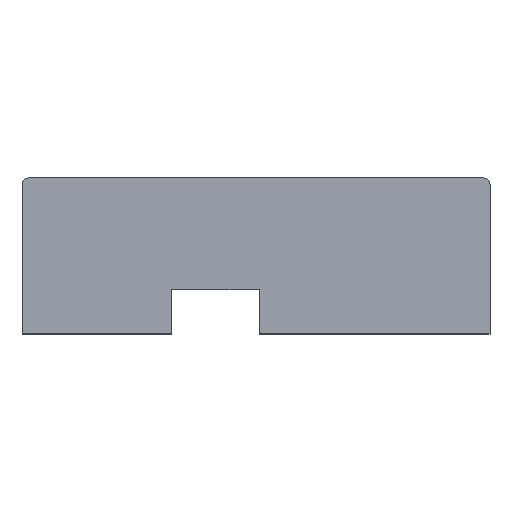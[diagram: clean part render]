
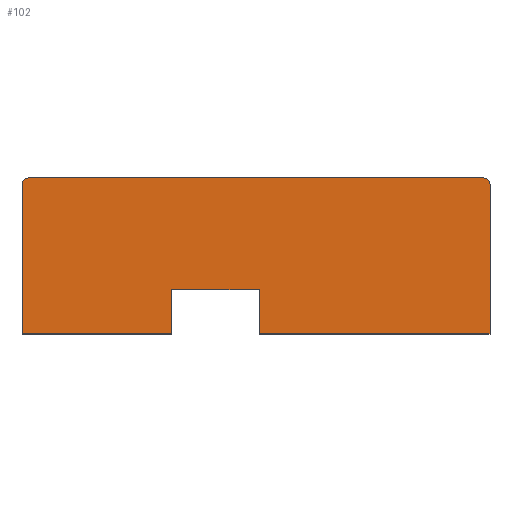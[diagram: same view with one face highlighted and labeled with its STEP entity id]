
A CAD part, top view. The second image highlights one B-rep face of the part: STEP entity #102.
In plain terms, the highlighted planar face has unit normal (0, 0, 1).
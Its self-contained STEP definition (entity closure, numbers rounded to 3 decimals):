
#6 = DIRECTION ( 'NONE',  ( -1., 0., 0. ) ) ;
#7 = VECTOR ( 'NONE', #171, 1000. ) ;
#14 = CARTESIAN_POINT ( 'NONE',  ( -510., 70.94, 8. ) ) ;
#21 = VERTEX_POINT ( 'NONE', #384 ) ;
#30 = DIRECTION ( 'NONE',  ( 0., 0., 1. ) ) ;
#33 = ORIENTED_EDGE ( 'NONE', *, *, #262, .T. ) ;
#37 = EDGE_CURVE ( 'NONE', #66, #306, #253, .T. ) ;
#40 = PLANE ( 'NONE',  #229 ) ;
#46 = DIRECTION ( 'NONE',  ( 0., 0., 1. ) ) ;
#47 = VERTEX_POINT ( 'NONE', #209 ) ;
#50 = CARTESIAN_POINT ( 'NONE',  ( -510., 0., 8. ) ) ;
#51 = EDGE_CURVE ( 'NONE', #21, #220, #87, .T. ) ;
#56 = CARTESIAN_POINT ( 'NONE',  ( -510., 70.94, 8. ) ) ;
#57 = DIRECTION ( 'NONE',  ( 0., -1., 0. ) ) ;
#64 = EDGE_CURVE ( 'NONE', #220, #147, #308, .T. ) ;
#66 = VERTEX_POINT ( 'NONE', #368 ) ;
#68 = ORIENTED_EDGE ( 'NONE', *, *, #254, .T. ) ;
#70 = LINE ( 'NONE', #354, #7 ) ;
#79 = CARTESIAN_POINT ( 'NONE',  ( -10., 240., 8. ) ) ;
#80 = CIRCLE ( 'NONE', #399, 10. ) ;
#87 = LINE ( 'NONE', #116, #376 ) ;
#90 = ORIENTED_EDGE ( 'NONE', *, *, #64, .T. ) ;
#91 = CARTESIAN_POINT ( 'NONE',  ( -740., 250., 8. ) ) ;
#96 = VECTOR ( 'NONE', #57, 1000. ) ;
#101 = VECTOR ( 'NONE', #139, 1000. ) ;
#102 = ADVANCED_FACE ( 'NONE', ( #179 ), #40, .F. ) ;
#103 = LINE ( 'NONE', #390, #162 ) ;
#110 = VECTOR ( 'NONE', #154, 1000. ) ;
#112 = CARTESIAN_POINT ( 'NONE',  ( -750., 240., 8. ) ) ;
#116 = CARTESIAN_POINT ( 'NONE',  ( -510., 0., 8. ) ) ;
#121 = CARTESIAN_POINT ( 'NONE',  ( -370., 0., 8. ) ) ;
#135 = ORIENTED_EDGE ( 'NONE', *, *, #51, .T. ) ;
#139 = DIRECTION ( 'NONE',  ( 0., -1., 0. ) ) ;
#144 = DIRECTION ( 'NONE',  ( 0., 1., 0. ) ) ;
#147 = VERTEX_POINT ( 'NONE', #14 ) ;
#151 = CARTESIAN_POINT ( 'NONE',  ( -750., 250., 8. ) ) ;
#154 = DIRECTION ( 'NONE',  ( -1., 0., 0. ) ) ;
#162 = VECTOR ( 'NONE', #176, 1000. ) ;
#170 = LINE ( 'NONE', #331, #96 ) ;
#171 = DIRECTION ( 'NONE',  ( 1., 0., 0. ) ) ;
#176 = DIRECTION ( 'NONE',  ( 1., 0., 0. ) ) ;
#179 = FACE_OUTER_BOUND ( 'NONE', #272, .T. ) ;
#188 = CARTESIAN_POINT ( 'NONE',  ( 0., 240., 8. ) ) ;
#204 = ORIENTED_EDGE ( 'NONE', *, *, #374, .T. ) ;
#209 = CARTESIAN_POINT ( 'NONE',  ( -370., 70.94, 8. ) ) ;
#210 = DIRECTION ( 'NONE',  ( -1., 0., 0. ) ) ;
#216 = VERTEX_POINT ( 'NONE', #91 ) ;
#218 = CARTESIAN_POINT ( 'NONE',  ( -740., 240., 8. ) ) ;
#220 = VERTEX_POINT ( 'NONE', #50 ) ;
#222 = VECTOR ( 'NONE', #365, 1000. ) ;
#223 = CIRCLE ( 'NONE', #274, 10. ) ;
#228 = ORIENTED_EDGE ( 'NONE', *, *, #326, .T. ) ;
#229 = AXIS2_PLACEMENT_3D ( 'NONE', #258, #233, #210 ) ;
#230 = LINE ( 'NONE', #151, #110 ) ;
#233 = DIRECTION ( 'NONE',  ( 0., 0., -1. ) ) ;
#234 = CARTESIAN_POINT ( 'NONE',  ( -10., 250., 8. ) ) ;
#247 = ORIENTED_EDGE ( 'NONE', *, *, #361, .T. ) ;
#251 = DIRECTION ( 'NONE',  ( 1., 0., 0. ) ) ;
#253 = LINE ( 'NONE', #299, #382 ) ;
#254 = EDGE_CURVE ( 'NONE', #47, #311, #170, .T. ) ;
#258 = CARTESIAN_POINT ( 'NONE',  ( 0., 0., 8. ) ) ;
#262 = EDGE_CURVE ( 'NONE', #311, #66, #103, .T. ) ;
#272 = EDGE_LOOP ( 'NONE', ( #228, #373, #204, #135, #90, #288, #68, #33, #369, #247 ) ) ;
#274 = AXIS2_PLACEMENT_3D ( 'NONE', #218, #30, #334 ) ;
#282 = VERTEX_POINT ( 'NONE', #234 ) ;
#284 = EDGE_CURVE ( 'NONE', #216, #396, #223, .T. ) ;
#288 = ORIENTED_EDGE ( 'NONE', *, *, #404, .T. ) ;
#299 = CARTESIAN_POINT ( 'NONE',  ( 0., 250., 8. ) ) ;
#306 = VERTEX_POINT ( 'NONE', #188 ) ;
#308 = LINE ( 'NONE', #56, #222 ) ;
#311 = VERTEX_POINT ( 'NONE', #121 ) ;
#320 = CARTESIAN_POINT ( 'NONE',  ( -750., 0., 8. ) ) ;
#326 = EDGE_CURVE ( 'NONE', #282, #216, #230, .T. ) ;
#331 = CARTESIAN_POINT ( 'NONE',  ( -370., 0., 8. ) ) ;
#334 = DIRECTION ( 'NONE',  ( -1., 0., 0. ) ) ;
#336 = LINE ( 'NONE', #320, #101 ) ;
#354 = CARTESIAN_POINT ( 'NONE',  ( -370., 70.94, 8. ) ) ;
#361 = EDGE_CURVE ( 'NONE', #306, #282, #80, .T. ) ;
#365 = DIRECTION ( 'NONE',  ( 0., 1., 0. ) ) ;
#368 = CARTESIAN_POINT ( 'NONE',  ( 0., 0., 8. ) ) ;
#369 = ORIENTED_EDGE ( 'NONE', *, *, #37, .T. ) ;
#373 = ORIENTED_EDGE ( 'NONE', *, *, #284, .T. ) ;
#374 = EDGE_CURVE ( 'NONE', #396, #21, #336, .T. ) ;
#376 = VECTOR ( 'NONE', #251, 1000. ) ;
#382 = VECTOR ( 'NONE', #144, 1000. ) ;
#384 = CARTESIAN_POINT ( 'NONE',  ( -750., 0., 8. ) ) ;
#390 = CARTESIAN_POINT ( 'NONE',  ( 0., 0., 8. ) ) ;
#396 = VERTEX_POINT ( 'NONE', #112 ) ;
#399 = AXIS2_PLACEMENT_3D ( 'NONE', #79, #46, #6 ) ;
#404 = EDGE_CURVE ( 'NONE', #147, #47, #70, .T. ) ;
